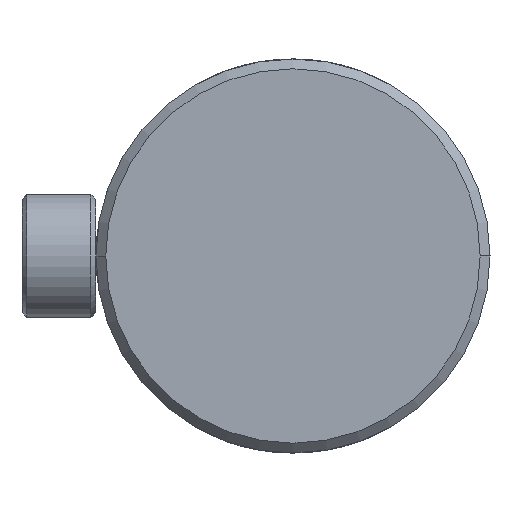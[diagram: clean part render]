
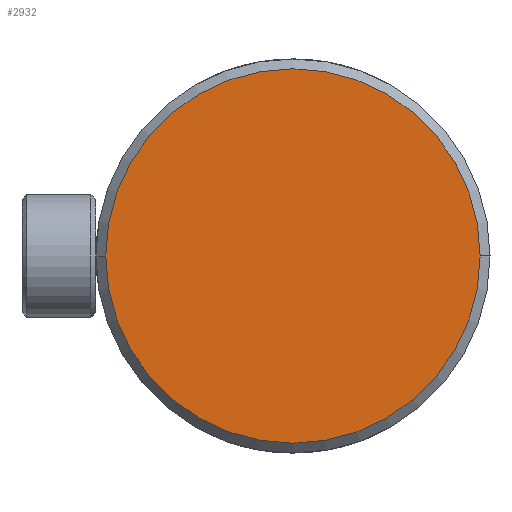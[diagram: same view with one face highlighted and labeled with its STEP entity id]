
A CAD part, left-side view. The second image highlights one B-rep face of the part: STEP entity #2932.
In plain terms, the highlighted planar face has unit normal (-1, 0, 0).
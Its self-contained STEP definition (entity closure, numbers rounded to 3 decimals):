
#94 = DIRECTION ( 'NONE',  ( 0., 1., 0. ) ) ;
#269 = CIRCLE ( 'NONE', #2338, 38. ) ;
#333 = EDGE_CURVE ( 'NONE', #1532, #4225, #269, .T. ) ;
#560 = AXIS2_PLACEMENT_3D ( 'NONE', #2617, #595, #2941 ) ;
#595 = DIRECTION ( 'NONE',  ( 1., 0., 0. ) ) ;
#723 = CARTESIAN_POINT ( 'NONE',  ( -58., 38., 0. ) ) ;
#1262 = DIRECTION ( 'NONE',  ( 0., -1., 0. ) ) ;
#1532 = VERTEX_POINT ( 'NONE', #723 ) ;
#1554 = ORIENTED_EDGE ( 'NONE', *, *, #3763, .F. ) ;
#1884 = CARTESIAN_POINT ( 'NONE',  ( -58., -38., 0. ) ) ;
#1991 = FACE_OUTER_BOUND ( 'NONE', #4104, .T. ) ;
#2029 = ORIENTED_EDGE ( 'NONE', *, *, #333, .F. ) ;
#2097 = DIRECTION ( 'NONE',  ( 1., 0., 0. ) ) ;
#2249 = DIRECTION ( 'NONE',  ( -1., 0., 0. ) ) ;
#2338 = AXIS2_PLACEMENT_3D ( 'NONE', #4074, #2097, #94 ) ;
#2566 = CARTESIAN_POINT ( 'NONE',  ( -58., 0., 0. ) ) ;
#2617 = CARTESIAN_POINT ( 'NONE',  ( -58., 0., 0. ) ) ;
#2811 = PLANE ( 'NONE',  #3284 ) ;
#2932 = ADVANCED_FACE ( 'NONE', ( #1991 ), #2811, .T. ) ;
#2941 = DIRECTION ( 'NONE',  ( 0., 1., 0. ) ) ;
#3284 = AXIS2_PLACEMENT_3D ( 'NONE', #2566, #2249, #1262 ) ;
#3763 = EDGE_CURVE ( 'NONE', #4225, #1532, #4102, .T. ) ;
#4074 = CARTESIAN_POINT ( 'NONE',  ( -58., 0., 0. ) ) ;
#4102 = CIRCLE ( 'NONE', #560, 38. ) ;
#4104 = EDGE_LOOP ( 'NONE', ( #2029, #1554 ) ) ;
#4225 = VERTEX_POINT ( 'NONE', #1884 ) ;
